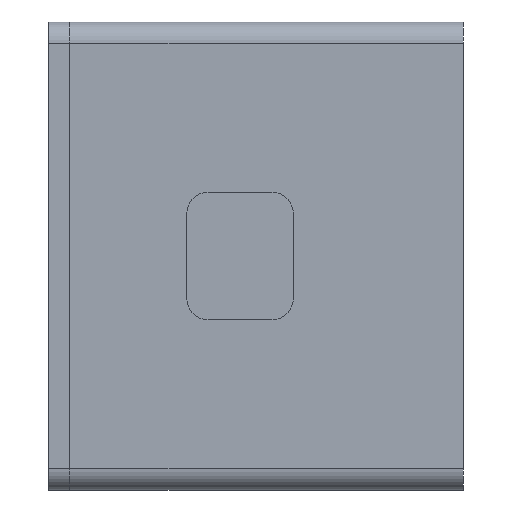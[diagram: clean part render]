
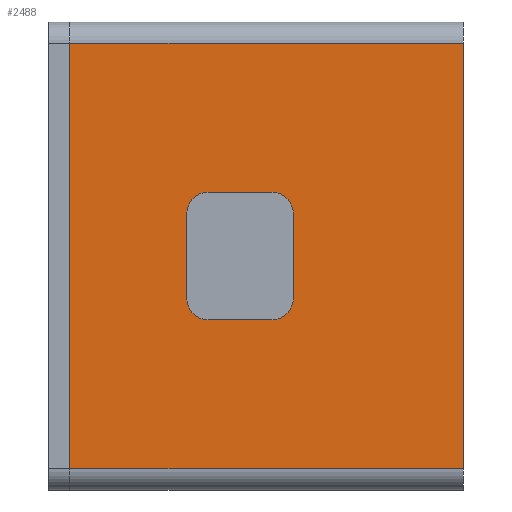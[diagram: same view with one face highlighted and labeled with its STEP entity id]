
A CAD part, left-side view. The second image highlights one B-rep face of the part: STEP entity #2488.
In plain terms, the highlighted planar face has unit normal (-1, 0, 0).
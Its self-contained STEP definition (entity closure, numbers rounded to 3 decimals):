
#35=FACE_BOUND('',#811,.T.);
#83=LINE('',#3676,#322);
#89=LINE('',#3691,#328);
#93=LINE('',#3703,#332);
#96=LINE('',#3712,#335);
#146=LINE('',#3856,#385);
#150=LINE('',#3865,#389);
#163=LINE('',#3906,#402);
#164=LINE('',#3908,#403);
#322=VECTOR('',#2906,10.);
#328=VECTOR('',#2920,10.);
#332=VECTOR('',#2932,10.);
#335=VECTOR('',#2943,10.);
#385=VECTOR('',#3081,10.);
#389=VECTOR('',#3089,10.);
#402=VECTOR('',#3128,10.);
#403=VECTOR('',#3131,10.);
#656=FACE_OUTER_BOUND('',#810,.T.);
#810=EDGE_LOOP('',(#1818,#1819,#1820,#1821));
#811=EDGE_LOOP('',(#1822,#1823,#1824,#1825,#1826,#1827,#1828,#1829));
#958=CIRCLE('',#2619,2.);
#960=CIRCLE('',#2623,2.);
#962=CIRCLE('',#2627,2.);
#964=CIRCLE('',#2631,2.);
#1064=VERTEX_POINT('',#3666);
#1065=VERTEX_POINT('',#3667);
#1068=VERTEX_POINT('',#3675);
#1070=VERTEX_POINT('',#3681);
#1071=VERTEX_POINT('',#3682);
#1074=VERTEX_POINT('',#3693);
#1075=VERTEX_POINT('',#3694);
#1078=VERTEX_POINT('',#3705);
#1126=VERTEX_POINT('',#3849);
#1129=VERTEX_POINT('',#3854);
#1132=VERTEX_POINT('',#3864);
#1147=VERTEX_POINT('',#3904);
#1296=EDGE_CURVE('',#1064,#1065,#958,.T.);
#1300=EDGE_CURVE('',#1068,#1065,#83,.T.);
#1303=EDGE_CURVE('',#1070,#1071,#960,.T.);
#1308=EDGE_CURVE('',#1064,#1071,#89,.T.);
#1309=EDGE_CURVE('',#1074,#1075,#962,.T.);
#1314=EDGE_CURVE('',#1070,#1075,#93,.T.);
#1315=EDGE_CURVE('',#1068,#1078,#964,.T.);
#1319=EDGE_CURVE('',#1074,#1078,#96,.T.);
#1387=EDGE_CURVE('',#1129,#1126,#146,.T.);
#1391=EDGE_CURVE('',#1126,#1132,#150,.T.);
#1412=EDGE_CURVE('',#1132,#1147,#163,.T.);
#1413=EDGE_CURVE('',#1147,#1129,#164,.T.);
#1818=ORIENTED_EDGE('',*,*,#1387,.F.);
#1819=ORIENTED_EDGE('',*,*,#1413,.F.);
#1820=ORIENTED_EDGE('',*,*,#1412,.F.);
#1821=ORIENTED_EDGE('',*,*,#1391,.F.);
#1822=ORIENTED_EDGE('',*,*,#1308,.T.);
#1823=ORIENTED_EDGE('',*,*,#1303,.F.);
#1824=ORIENTED_EDGE('',*,*,#1314,.T.);
#1825=ORIENTED_EDGE('',*,*,#1309,.F.);
#1826=ORIENTED_EDGE('',*,*,#1319,.T.);
#1827=ORIENTED_EDGE('',*,*,#1315,.F.);
#1828=ORIENTED_EDGE('',*,*,#1300,.T.);
#1829=ORIENTED_EDGE('',*,*,#1296,.F.);
#2383=PLANE('',#2693);
#2488=ADVANCED_FACE('',(#656,#35),#2383,.T.);
#2619=AXIS2_PLACEMENT_3D('',#3668,#2898,#2899);
#2623=AXIS2_PLACEMENT_3D('',#3683,#2911,#2912);
#2627=AXIS2_PLACEMENT_3D('',#3695,#2923,#2924);
#2631=AXIS2_PLACEMENT_3D('',#3706,#2935,#2936);
#2693=AXIS2_PLACEMENT_3D('',#3907,#3129,#3130);
#2898=DIRECTION('center_axis',(-1.,0.,0.));
#2899=DIRECTION('ref_axis',(0.,0.707,0.707));
#2906=DIRECTION('',(0.,0.,1.));
#2911=DIRECTION('center_axis',(-1.,0.,0.));
#2912=DIRECTION('ref_axis',(0.,-0.707,0.707));
#2920=DIRECTION('',(0.,-1.,0.));
#2923=DIRECTION('center_axis',(-1.,0.,0.));
#2924=DIRECTION('ref_axis',(0.,-0.707,-0.707));
#2932=DIRECTION('',(0.,0.,-1.));
#2935=DIRECTION('center_axis',(-1.,0.,0.));
#2936=DIRECTION('ref_axis',(0.,0.707,-0.707));
#2943=DIRECTION('',(0.,1.,0.));
#3081=DIRECTION('',(0.,1.,0.));
#3089=DIRECTION('',(0.,0.,1.));
#3128=DIRECTION('',(0.,-1.,0.));
#3129=DIRECTION('center_axis',(-1.,0.,0.));
#3130=DIRECTION('ref_axis',(0.,0.,-1.));
#3131=DIRECTION('',(0.,0.,-1.));
#3666=CARTESIAN_POINT('',(-2.,22.,26.));
#3667=CARTESIAN_POINT('',(-2.,24.,24.));
#3668=CARTESIAN_POINT('Origin',(-2.,22.,24.));
#3675=CARTESIAN_POINT('',(-2.,24.,16.));
#3676=CARTESIAN_POINT('',(-2.,24.,28.));
#3681=CARTESIAN_POINT('',(-2.,14.,24.));
#3682=CARTESIAN_POINT('',(-2.,16.,26.));
#3683=CARTESIAN_POINT('Origin',(-2.,16.,24.));
#3691=CARTESIAN_POINT('',(-2.,12.,26.));
#3693=CARTESIAN_POINT('',(-2.,16.,14.));
#3694=CARTESIAN_POINT('',(-2.,14.,16.));
#3695=CARTESIAN_POINT('Origin',(-2.,16.,16.));
#3703=CARTESIAN_POINT('',(-2.,14.,34.));
#3705=CARTESIAN_POINT('',(-2.,22.,14.));
#3706=CARTESIAN_POINT('Origin',(-2.,22.,16.));
#3712=CARTESIAN_POINT('',(-2.,7.,14.));
#3849=CARTESIAN_POINT('',(-2.,35.,0.));
#3854=CARTESIAN_POINT('',(-2.,-2.,0.));
#3856=CARTESIAN_POINT('',(-2.,0.,0.));
#3864=CARTESIAN_POINT('',(-2.,35.,40.));
#3865=CARTESIAN_POINT('',(-2.,35.,42.));
#3904=CARTESIAN_POINT('',(-2.,-2.,40.));
#3906=CARTESIAN_POINT('',(-2.,0.,40.));
#3907=CARTESIAN_POINT('Origin',(-2.,0.,42.));
#3908=CARTESIAN_POINT('',(-2.,-2.,42.));
